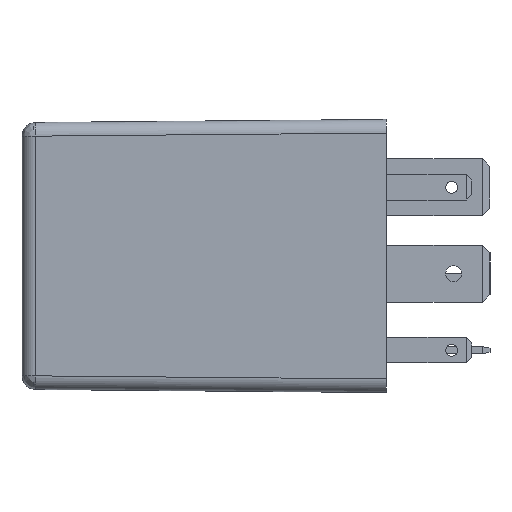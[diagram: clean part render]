
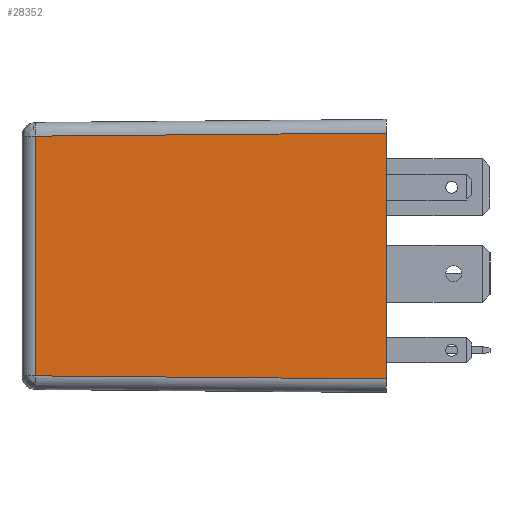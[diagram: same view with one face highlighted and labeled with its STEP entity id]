
A CAD part, left-side view. The second image highlights one B-rep face of the part: STEP entity #28352.
In plain terms, the highlighted face is planar.
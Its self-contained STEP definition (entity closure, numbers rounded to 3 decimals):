
#275 = DIRECTION ( 'NONE',  ( -1., 0., 0.009 ) ) ;
#304 = VERTEX_POINT ( 'NONE', #26903 ) ;
#1362 = CARTESIAN_POINT ( 'NONE',  ( 0.336, 28.164, 38.513 ) ) ;
#1754 = DIRECTION ( 'NONE',  ( 0., 1., 0. ) ) ;
#1831 = DIRECTION ( 'NONE',  ( -0.009, 0.009, -1. ) ) ;
#3077 = ORIENTED_EDGE ( 'NONE', *, *, #30276, .T. ) ;
#4143 = ORIENTED_EDGE ( 'NONE', *, *, #13020, .T. ) ;
#5062 = AXIS2_PLACEMENT_3D ( 'NONE', #34121, #275, #9059 ) ;
#7447 = CARTESIAN_POINT ( 'NONE',  ( 0.336, 28.164, 38.513 ) ) ;
#7756 = VERTEX_POINT ( 'NONE', #1362 ) ;
#9059 = DIRECTION ( 'NONE',  ( 0.009, 0., 1. ) ) ;
#9483 = LINE ( 'NONE', #18849, #28751 ) ;
#9605 = VERTEX_POINT ( 'NONE', #26192 ) ;
#11590 = EDGE_CURVE ( 'NONE', #7756, #9605, #21671, .T. ) ;
#12584 = VECTOR ( 'NONE', #1754, 1000. ) ;
#12633 = LINE ( 'NONE', #24072, #12584 ) ;
#12911 = ORIENTED_EDGE ( 'NONE', *, *, #11590, .T. ) ;
#13020 = EDGE_CURVE ( 'NONE', #304, #34316, #9483, .T. ) ;
#13428 = VECTOR ( 'NONE', #31099, 1000. ) ;
#14699 = FACE_OUTER_BOUND ( 'NONE', #29534, .T. ) ;
#18849 = CARTESIAN_POINT ( 'NONE',  ( 0., 1.5, 0. ) ) ;
#18970 = CARTESIAN_POINT ( 'NONE',  ( 0.336, 1.836, 38.513 ) ) ;
#19294 = EDGE_CURVE ( 'NONE', #9605, #304, #25171, .T. ) ;
#20103 = PLANE ( 'NONE',  #5062 ) ;
#21671 = LINE ( 'NONE', #7447, #27392 ) ;
#24072 = CARTESIAN_POINT ( 'NONE',  ( 0.336, 0., 38.513 ) ) ;
#25171 = LINE ( 'NONE', #28149, #13428 ) ;
#26192 = CARTESIAN_POINT ( 'NONE',  ( 0., 28.5, 0. ) ) ;
#26903 = CARTESIAN_POINT ( 'NONE',  ( 0., 1.5, 0. ) ) ;
#27392 = VECTOR ( 'NONE', #1831, 1000. ) ;
#28149 = CARTESIAN_POINT ( 'NONE',  ( 0., 0., 0. ) ) ;
#28352 = ADVANCED_FACE ( 'NONE', ( #14699 ), #20103, .T. ) ;
#28751 = VECTOR ( 'NONE', #30259, 1000. ) ;
#29534 = EDGE_LOOP ( 'NONE', ( #3077, #12911, #34112, #4143 ) ) ;
#30259 = DIRECTION ( 'NONE',  ( 0.009, 0.009, 1. ) ) ;
#30276 = EDGE_CURVE ( 'NONE', #34316, #7756, #12633, .T. ) ;
#31099 = DIRECTION ( 'NONE',  ( 0., -1., 0. ) ) ;
#34112 = ORIENTED_EDGE ( 'NONE', *, *, #19294, .T. ) ;
#34121 = CARTESIAN_POINT ( 'NONE',  ( 0., 0., 0. ) ) ;
#34316 = VERTEX_POINT ( 'NONE', #18970 ) ;
